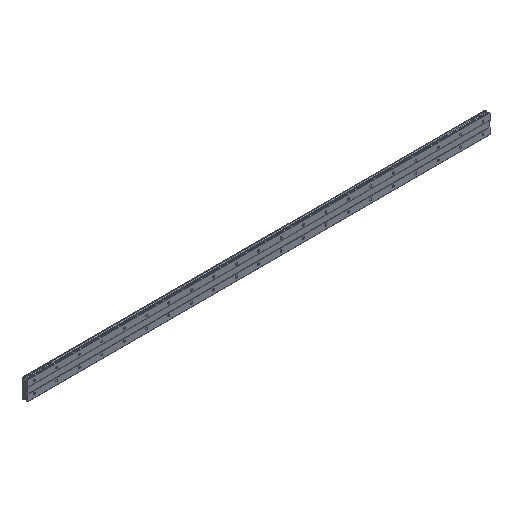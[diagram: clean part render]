
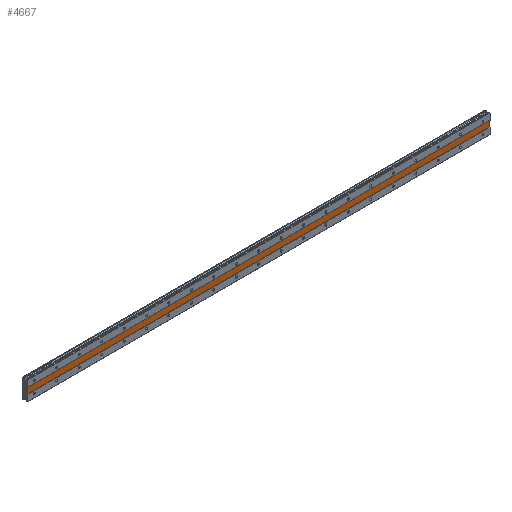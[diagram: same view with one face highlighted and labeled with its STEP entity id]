
A CAD part, isometric view. The second image highlights one B-rep face of the part: STEP entity #4667.
In plain terms, the highlighted planar face has unit normal (0, -1, 0).
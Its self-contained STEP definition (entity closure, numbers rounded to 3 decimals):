
#102 = DIRECTION ( 'NONE',  ( 0., 0., 1. ) ) ;
#473 = EDGE_CURVE ( 'NONE', #7121, #860, #4466, .T. ) ;
#539 = ORIENTED_EDGE ( 'NONE', *, *, #1109, .T. ) ;
#563 = VECTOR ( 'NONE', #5993, 1000. ) ;
#830 = CARTESIAN_POINT ( 'NONE',  ( -25., 1., 10. ) ) ;
#860 = VERTEX_POINT ( 'NONE', #4370 ) ;
#1005 = CARTESIAN_POINT ( 'NONE',  ( 1625., 1., 10. ) ) ;
#1109 = EDGE_CURVE ( 'NONE', #4141, #3278, #2979, .T. ) ;
#1583 = LINE ( 'NONE', #1005, #3231 ) ;
#1773 = VECTOR ( 'NONE', #6807, 1000. ) ;
#1906 = EDGE_CURVE ( 'NONE', #860, #3278, #2767, .T. ) ;
#2062 = DIRECTION ( 'NONE',  ( -1., 0., 0. ) ) ;
#2615 = CARTESIAN_POINT ( 'NONE',  ( -25., 1., -10. ) ) ;
#2767 = LINE ( 'NONE', #3222, #6287 ) ;
#2979 = LINE ( 'NONE', #6020, #563 ) ;
#3222 = CARTESIAN_POINT ( 'NONE',  ( 1625., 1., -10. ) ) ;
#3231 = VECTOR ( 'NONE', #2062, 1000. ) ;
#3278 = VERTEX_POINT ( 'NONE', #2615 ) ;
#3402 = DIRECTION ( 'NONE',  ( -1., 0., 0. ) ) ;
#3642 = FACE_OUTER_BOUND ( 'NONE', #6223, .T. ) ;
#3840 = AXIS2_PLACEMENT_3D ( 'NONE', #5380, #6112, #102 ) ;
#3993 = CARTESIAN_POINT ( 'NONE',  ( 1625., 1., 10. ) ) ;
#4141 = VERTEX_POINT ( 'NONE', #830 ) ;
#4370 = CARTESIAN_POINT ( 'NONE',  ( 1625., 1., -10. ) ) ;
#4466 = LINE ( 'NONE', #4508, #1773 ) ;
#4508 = CARTESIAN_POINT ( 'NONE',  ( 1625., 1., 34.482 ) ) ;
#4667 = ADVANCED_FACE ( 'NONE', ( #3642 ), #4709, .F. ) ;
#4709 = PLANE ( 'NONE',  #3840 ) ;
#4934 = ORIENTED_EDGE ( 'NONE', *, *, #5065, .T. ) ;
#5065 = EDGE_CURVE ( 'NONE', #7121, #4141, #1583, .T. ) ;
#5380 = CARTESIAN_POINT ( 'NONE',  ( 1625., 1., 10. ) ) ;
#5993 = DIRECTION ( 'NONE',  ( 0., 0., -1. ) ) ;
#6020 = CARTESIAN_POINT ( 'NONE',  ( -25., 1., 34.482 ) ) ;
#6112 = DIRECTION ( 'NONE',  ( 0., 1., 0. ) ) ;
#6223 = EDGE_LOOP ( 'NONE', ( #6688, #7272, #4934, #539 ) ) ;
#6287 = VECTOR ( 'NONE', #3402, 1000. ) ;
#6688 = ORIENTED_EDGE ( 'NONE', *, *, #1906, .F. ) ;
#6807 = DIRECTION ( 'NONE',  ( 0., 0., -1. ) ) ;
#7121 = VERTEX_POINT ( 'NONE', #3993 ) ;
#7272 = ORIENTED_EDGE ( 'NONE', *, *, #473, .F. ) ;
